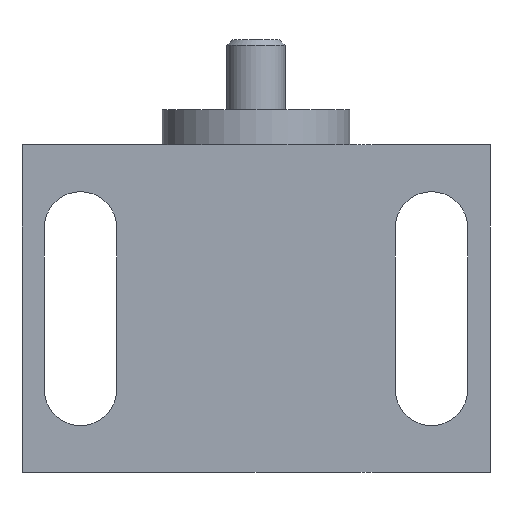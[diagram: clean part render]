
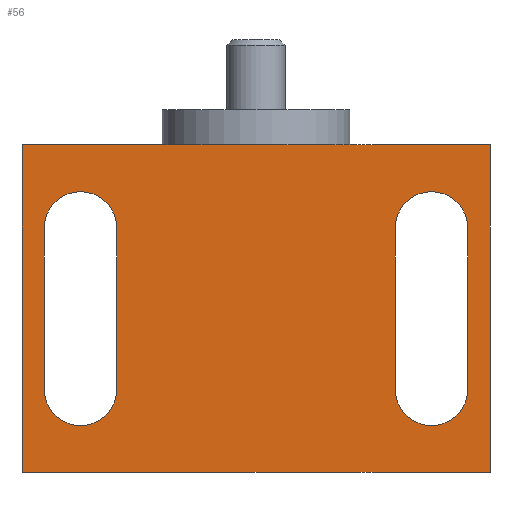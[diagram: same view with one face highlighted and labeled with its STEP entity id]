
A CAD part, front view. The second image highlights one B-rep face of the part: STEP entity #56.
In plain terms, the highlighted planar face has unit normal (0, -1, 0).
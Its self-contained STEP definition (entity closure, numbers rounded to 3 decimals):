
#23 = ORIENTED_EDGE ( 'NONE', *, *, #29, .F. ) ;
#26 = ORIENTED_EDGE ( 'NONE', *, *, #30, .F. ) ;
#29 = EDGE_CURVE ( 'NONE', #31, #32, #1341, .T. ) ;
#30 = EDGE_CURVE ( 'NONE', #76, #31, #1322, .T. ) ;
#31 = VERTEX_POINT ( 'NONE', #1342 ) ;
#32 = VERTEX_POINT ( 'NONE', #1344 ) ;
#33 = EDGE_LOOP ( 'NONE', ( #34, #23, #26, #41 ) ) ;
#34 = ORIENTED_EDGE ( 'NONE', *, *, #40, .T. ) ;
#35 = EDGE_CURVE ( 'NONE', #70, #71, #1323, .T. ) ;
#36 = EDGE_CURVE ( 'NONE', #71, #45, #1297, .T. ) ;
#38 = ORIENTED_EDGE ( 'NONE', *, *, #35, .T. ) ;
#39 = EDGE_CURVE ( 'NONE', #45, #51, #1379, .T. ) ;
#40 = EDGE_CURVE ( 'NONE', #63, #32, #1317, .T. ) ;
#41 = ORIENTED_EDGE ( 'NONE', *, *, #69, .T. ) ;
#42 = ORIENTED_EDGE ( 'NONE', *, *, #36, .T. ) ;
#44 = ORIENTED_EDGE ( 'NONE', *, *, #47, .T. ) ;
#45 = VERTEX_POINT ( 'NONE', #1378 ) ;
#46 = EDGE_LOOP ( 'NONE', ( #44, #38, #42, #48 ) ) ;
#47 = EDGE_CURVE ( 'NONE', #51, #70, #1421, .T. ) ;
#48 = ORIENTED_EDGE ( 'NONE', *, *, #39, .T. ) ;
#49 = ORIENTED_EDGE ( 'NONE', *, *, #57, .T. ) ;
#50 = EDGE_CURVE ( 'NONE', #61, #59, #1441, .T. ) ;
#51 = VERTEX_POINT ( 'NONE', #1442 ) ;
#52 = VERTEX_POINT ( 'NONE', #1416 ) ;
#53 = ORIENTED_EDGE ( 'NONE', *, *, #122, .T. ) ;
#54 = ORIENTED_EDGE ( 'NONE', *, *, #58, .T. ) ;
#55 = VERTEX_POINT ( 'NONE', #1419 ) ;
#56 = ADVANCED_FACE ( 'NONE', ( #1415, #1318, #1425 ), #1438, .F. ) ;
#57 = EDGE_CURVE ( 'NONE', #59, #52, #1430, .T. ) ;
#58 = EDGE_CURVE ( 'NONE', #55, #61, #1436, .T. ) ;
#59 = VERTEX_POINT ( 'NONE', #1434 ) ;
#61 = VERTEX_POINT ( 'NONE', #1428 ) ;
#63 = VERTEX_POINT ( 'NONE', #1407 ) ;
#64 = EDGE_LOOP ( 'NONE', ( #53, #54, #66, #49 ) ) ;
#66 = ORIENTED_EDGE ( 'NONE', *, *, #50, .T. ) ;
#69 = EDGE_CURVE ( 'NONE', #76, #63, #1471, .T. ) ;
#70 = VERTEX_POINT ( 'NONE', #1463 ) ;
#71 = VERTEX_POINT ( 'NONE', #1468 ) ;
#76 = VERTEX_POINT ( 'NONE', #1397 ) ;
#122 = EDGE_CURVE ( 'NONE', #52, #55, #603, .T. ) ;
#600 = DIRECTION ( 'NONE',  ( 0., 0., -1. ) ) ;
#601 = VECTOR ( 'NONE', #600, 1000. ) ;
#602 = CARTESIAN_POINT ( 'NONE',  ( -11.9, 0., 7.1 ) ) ;
#603 = LINE ( 'NONE', #602, #601 ) ;
#1297 = LINE ( 'NONE', #1377, #1372 ) ;
#1299 = AXIS2_PLACEMENT_3D ( 'NONE', #1316, #1376, #1375 ) ;
#1316 = CARTESIAN_POINT ( 'NONE',  ( 15., 0., 7.1 ) ) ;
#1317 = LINE ( 'NONE', #1424, #1423 ) ;
#1318 = FACE_BOUND ( 'NONE', #46, .T. ) ;
#1319 = DIRECTION ( 'NONE',  ( 1., 0., 0. ) ) ;
#1320 = VECTOR ( 'NONE', #1319, 1000. ) ;
#1321 = CARTESIAN_POINT ( 'NONE',  ( -20., 0., 28. ) ) ;
#1322 = LINE ( 'NONE', #1321, #1320 ) ;
#1323 = CIRCLE ( 'NONE', #1299, 3.1 ) ;
#1324 = DIRECTION ( 'NONE',  ( 0., 0., 1. ) ) ;
#1338 = DIRECTION ( 'NONE',  ( 0., 0., -1. ) ) ;
#1339 = VECTOR ( 'NONE', #1338, 1000. ) ;
#1340 = CARTESIAN_POINT ( 'NONE',  ( 20., 0., 28. ) ) ;
#1341 = LINE ( 'NONE', #1340, #1339 ) ;
#1342 = CARTESIAN_POINT ( 'NONE',  ( 20., 0., 28. ) ) ;
#1344 = CARTESIAN_POINT ( 'NONE',  ( 20., 0., 0. ) ) ;
#1371 = CARTESIAN_POINT ( 'NONE',  ( 18.1, 0., 20.9 ) ) ;
#1372 = VECTOR ( 'NONE', #1324, 1000. ) ;
#1373 = AXIS2_PLACEMENT_3D ( 'NONE', #1374, #1427, #1426 ) ;
#1374 = CARTESIAN_POINT ( 'NONE',  ( 15., 0., 20.9 ) ) ;
#1375 = DIRECTION ( 'NONE',  ( -1., 0., 0. ) ) ;
#1376 = DIRECTION ( 'NONE',  ( 0., 1., 0. ) ) ;
#1377 = CARTESIAN_POINT ( 'NONE',  ( 11.9, 0., 7.1 ) ) ;
#1378 = CARTESIAN_POINT ( 'NONE',  ( 11.9, 0., 20.9 ) ) ;
#1379 = CIRCLE ( 'NONE', #1373, 3.1 ) ;
#1397 = CARTESIAN_POINT ( 'NONE',  ( -20., 0., 28. ) ) ;
#1403 = CARTESIAN_POINT ( 'NONE',  ( -20., 0., 28. ) ) ;
#1404 = DIRECTION ( 'NONE',  ( 1., 0., 0. ) ) ;
#1405 = DIRECTION ( 'NONE',  ( 0., 1., 0. ) ) ;
#1406 = CARTESIAN_POINT ( 'NONE',  ( -15., 0., 7.1 ) ) ;
#1407 = CARTESIAN_POINT ( 'NONE',  ( -20., 0., 0. ) ) ;
#1408 = DIRECTION ( 'NONE',  ( 1., 0., 0. ) ) ;
#1409 = DIRECTION ( 'NONE',  ( 0., 1., 0. ) ) ;
#1410 = CARTESIAN_POINT ( 'NONE',  ( -15., 0., 20.9 ) ) ;
#1411 = AXIS2_PLACEMENT_3D ( 'NONE', #1410, #1409, #1408 ) ;
#1413 = AXIS2_PLACEMENT_3D ( 'NONE', #1406, #1405, #1404 ) ;
#1414 = CARTESIAN_POINT ( 'NONE',  ( -18.1, 0., 20.9 ) ) ;
#1415 = FACE_BOUND ( 'NONE', #64, .T. ) ;
#1416 = CARTESIAN_POINT ( 'NONE',  ( -11.9, 0., 20.9 ) ) ;
#1417 = DIRECTION ( 'NONE',  ( 0., 0., -1. ) ) ;
#1418 = VECTOR ( 'NONE', #1417, 1000. ) ;
#1419 = CARTESIAN_POINT ( 'NONE',  ( -11.9, 0., 7.1 ) ) ;
#1421 = LINE ( 'NONE', #1371, #1418 ) ;
#1422 = DIRECTION ( 'NONE',  ( 1., 0., 0. ) ) ;
#1423 = VECTOR ( 'NONE', #1422, 1000. ) ;
#1424 = CARTESIAN_POINT ( 'NONE',  ( -20., 0., 0. ) ) ;
#1425 = FACE_OUTER_BOUND ( 'NONE', #33, .T. ) ;
#1426 = DIRECTION ( 'NONE',  ( -1., 0., 0. ) ) ;
#1427 = DIRECTION ( 'NONE',  ( 0., 1., 0. ) ) ;
#1428 = CARTESIAN_POINT ( 'NONE',  ( -18.1, 0., 7.1 ) ) ;
#1430 = CIRCLE ( 'NONE', #1411, 3.1 ) ;
#1431 = DIRECTION ( 'NONE',  ( 0., 0., 1. ) ) ;
#1432 = DIRECTION ( 'NONE',  ( 0., 1., 0. ) ) ;
#1433 = CARTESIAN_POINT ( 'NONE',  ( -20., 0., 28. ) ) ;
#1434 = CARTESIAN_POINT ( 'NONE',  ( -18.1, 0., 20.9 ) ) ;
#1436 = CIRCLE ( 'NONE', #1413, 3.1 ) ;
#1437 = AXIS2_PLACEMENT_3D ( 'NONE', #1433, #1432, #1431 ) ;
#1438 = PLANE ( 'NONE',  #1437 ) ;
#1439 = DIRECTION ( 'NONE',  ( 0., 0., 1. ) ) ;
#1440 = VECTOR ( 'NONE', #1439, 1000. ) ;
#1441 = LINE ( 'NONE', #1414, #1440 ) ;
#1442 = CARTESIAN_POINT ( 'NONE',  ( 18.1, 0., 20.9 ) ) ;
#1463 = CARTESIAN_POINT ( 'NONE',  ( 18.1, 0., 7.1 ) ) ;
#1468 = CARTESIAN_POINT ( 'NONE',  ( 11.9, 0., 7.1 ) ) ;
#1469 = DIRECTION ( 'NONE',  ( 0., 0., -1. ) ) ;
#1470 = VECTOR ( 'NONE', #1469, 1000. ) ;
#1471 = LINE ( 'NONE', #1403, #1470 ) ;
